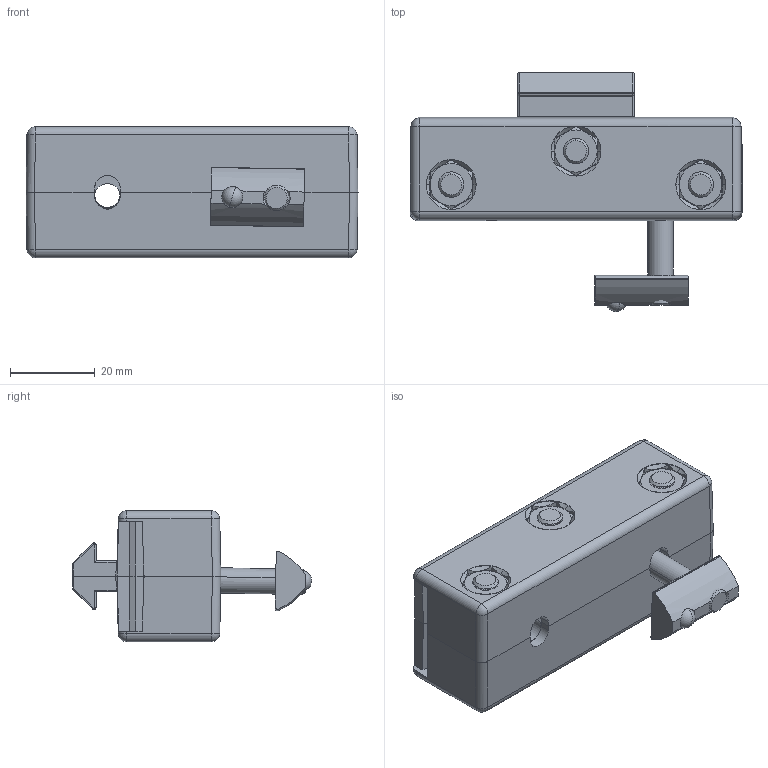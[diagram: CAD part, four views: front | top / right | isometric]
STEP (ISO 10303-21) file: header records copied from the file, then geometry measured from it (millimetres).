
FILE_DESCRIPTION (( 'STEP AP214' ), '1' );
FILE_NAME ('093087s01.STEP', '2014-08-22T06:50:20', ( '' ), ( '' ), 'SwSTEP 2.0', 'SolidWorks 2014', '' );
FILE_SCHEMA (( 'AUTOMOTIVE_DESIGN' ));
Length unit declared in the file: millimetre
Products named in the file (9): 106019 - 4DIN912M0625M_DIN 912 M6 x 25 --- 25N; 093087r02_093 087 r02; 093087r01_093097r01; 093087s01; 4iso7380m0625m_4 iso 7380 m06 25 m; 106163 - 4DIN934m6m_4din934m6m; 096006e_096 006 e; 340me007_Standard; 096003_096 006
Assembly tree (14 placements, depth 3):
  093087s01
    093087r01_093097r01  x2
    093087r02_093 087 r02  x2
    106019 - 4DIN912M0625M_DIN 912 M6 x 25 --- 25N  x3
    096006e_096 006 e
      096003_096 006
      340me007_Standard
    106163 - 4DIN934m6m_4din934m6m  x3
    4iso7380m0625m_4 iso 7380 m06 25 m
Bounding box: 78.5 x 56.58 x 31.1 mm (x, y, z)
Volume: 41287.6 mm3; surface area: 37031.9 mm2
Topology: 13 solids, 13 shells, 1294 faces, 3072 edges, 1823 vertices
Faces by surface type: plane 422, cone 367, torus 266, cylinder 181, bspline 48, sphere 10
Entity records: 17568 total; most frequent: CARTESIAN_POINT 4240, ORIENTED_EDGE 2730, DIRECTION 2720, EDGE_CURVE 1365, AXIS2_PLACEMENT_3D 1020, VERTEX_POINT 830, LINE 680, VECTOR 680
